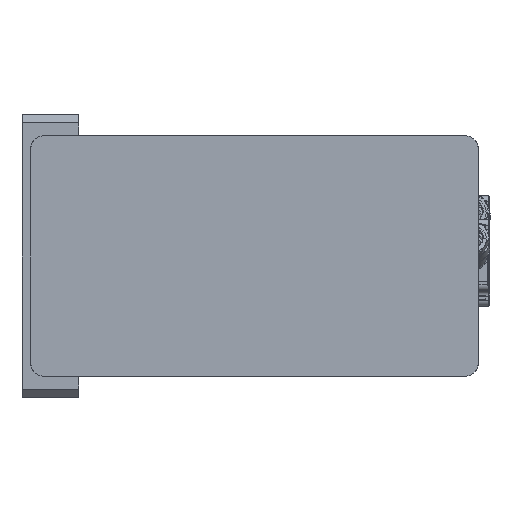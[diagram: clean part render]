
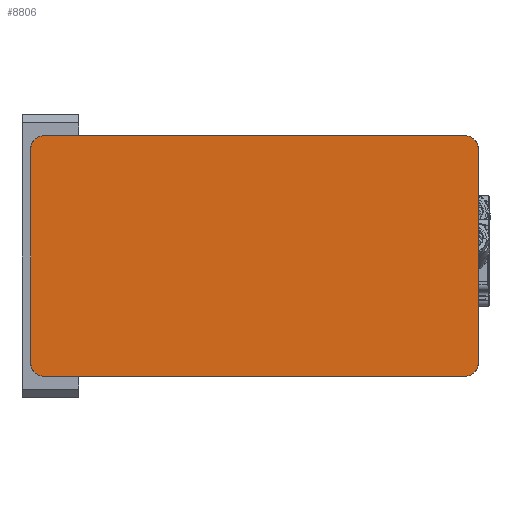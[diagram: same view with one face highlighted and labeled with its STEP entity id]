
A CAD part, front view. The second image highlights one B-rep face of the part: STEP entity #8806.
In plain terms, the highlighted face is planar.
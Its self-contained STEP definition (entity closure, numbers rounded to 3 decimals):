
#235 = DIRECTION ( 'NONE',  ( -1., 0., 0. ) ) ;
#404 = ORIENTED_EDGE ( 'NONE', *, *, #41209, .T. ) ;
#1482 = EDGE_CURVE ( 'NONE', #33267, #35923, #73645, .T. ) ;
#2304 = ORIENTED_EDGE ( 'NONE', *, *, #1482, .T. ) ;
#2560 = EDGE_CURVE ( 'NONE', #47619, #47286, #29585, .T. ) ;
#3041 = VERTEX_POINT ( 'NONE', #33570 ) ;
#4306 = CIRCLE ( 'NONE', #27154, 5. ) ;
#4390 = ORIENTED_EDGE ( 'NONE', *, *, #2560, .T. ) ;
#4555 = VERTEX_POINT ( 'NONE', #48583 ) ;
#5783 = VERTEX_POINT ( 'NONE', #65444 ) ;
#5852 = DIRECTION ( 'NONE',  ( 0., 0., -1. ) ) ;
#6332 = CARTESIAN_POINT ( 'NONE',  ( 37.5, -40., -83. ) ) ;
#8806 = ADVANCED_FACE ( 'NONE', ( #50797 ), #39870, .T. ) ;
#9745 = LINE ( 'NONE', #67025, #68661 ) ;
#10075 = VERTEX_POINT ( 'NONE', #6332 ) ;
#11866 = CARTESIAN_POINT ( 'NONE',  ( 37.5, -35., -83. ) ) ;
#12333 = LINE ( 'NONE', #23273, #33907 ) ;
#13391 = CARTESIAN_POINT ( 'NONE',  ( 42.5, 118., -83. ) ) ;
#13518 = DIRECTION ( 'NONE',  ( -1., 0., 0. ) ) ;
#13660 = AXIS2_PLACEMENT_3D ( 'NONE', #58018, #42154, #13518 ) ;
#15315 = EDGE_CURVE ( 'NONE', #35923, #4555, #16390, .T. ) ;
#15926 = CARTESIAN_POINT ( 'NONE',  ( 42.5, 113., -83. ) ) ;
#16390 = LINE ( 'NONE', #74033, #52790 ) ;
#17804 = ORIENTED_EDGE ( 'NONE', *, *, #52895, .T. ) ;
#21805 = DIRECTION ( 'NONE',  ( -1., 0., 0. ) ) ;
#22253 = VECTOR ( 'NONE', #24326, 1000. ) ;
#22931 = ORIENTED_EDGE ( 'NONE', *, *, #54752, .T. ) ;
#23273 = CARTESIAN_POINT ( 'NONE',  ( 42.5, -40., -83. ) ) ;
#23508 = ORIENTED_EDGE ( 'NONE', *, *, #15315, .T. ) ;
#24326 = DIRECTION ( 'NONE',  ( 0., -1., 0. ) ) ;
#24611 = ORIENTED_EDGE ( 'NONE', *, *, #36502, .T. ) ;
#27154 = AXIS2_PLACEMENT_3D ( 'NONE', #42308, #36642, #65681 ) ;
#29585 = LINE ( 'NONE', #13391, #22253 ) ;
#31601 = DIRECTION ( 'NONE',  ( 0., 1., 0. ) ) ;
#33267 = VERTEX_POINT ( 'NONE', #53222 ) ;
#33570 = CARTESIAN_POINT ( 'NONE',  ( -37.5, -40., -83. ) ) ;
#33907 = VECTOR ( 'NONE', #63574, 1000. ) ;
#35186 = CARTESIAN_POINT ( 'NONE',  ( 42.5, -35., -83. ) ) ;
#35923 = VERTEX_POINT ( 'NONE', #36598 ) ;
#36502 = EDGE_CURVE ( 'NONE', #5783, #33267, #9745, .T. ) ;
#36598 = CARTESIAN_POINT ( 'NONE',  ( -37.5, 118., -83. ) ) ;
#36642 = DIRECTION ( 'NONE',  ( 0., 0., -1. ) ) ;
#38836 = EDGE_CURVE ( 'NONE', #10075, #3041, #12333, .T. ) ;
#39614 = ORIENTED_EDGE ( 'NONE', *, *, #38836, .T. ) ;
#39870 = PLANE ( 'NONE',  #65050 ) ;
#41209 = EDGE_CURVE ( 'NONE', #4555, #47619, #4306, .T. ) ;
#42154 = DIRECTION ( 'NONE',  ( 0., 0., -1. ) ) ;
#42308 = CARTESIAN_POINT ( 'NONE',  ( 37.5, 113., -83. ) ) ;
#42389 = AXIS2_PLACEMENT_3D ( 'NONE', #63886, #5852, #235 ) ;
#46137 = DIRECTION ( 'NONE',  ( 1., 0., 0. ) ) ;
#46262 = AXIS2_PLACEMENT_3D ( 'NONE', #11866, #52175, #69160 ) ;
#47286 = VERTEX_POINT ( 'NONE', #35186 ) ;
#47619 = VERTEX_POINT ( 'NONE', #15926 ) ;
#48583 = CARTESIAN_POINT ( 'NONE',  ( 37.5, 118., -83. ) ) ;
#48635 = CIRCLE ( 'NONE', #46262, 5. ) ;
#50797 = FACE_OUTER_BOUND ( 'NONE', #73982, .T. ) ;
#51149 = CARTESIAN_POINT ( 'NONE',  ( 0., 0., -83. ) ) ;
#52175 = DIRECTION ( 'NONE',  ( 0., 0., -1. ) ) ;
#52790 = VECTOR ( 'NONE', #46137, 1000. ) ;
#52895 = EDGE_CURVE ( 'NONE', #3041, #5783, #58208, .T. ) ;
#53222 = CARTESIAN_POINT ( 'NONE',  ( -42.5, 113., -83. ) ) ;
#54752 = EDGE_CURVE ( 'NONE', #47286, #10075, #48635, .T. ) ;
#58018 = CARTESIAN_POINT ( 'NONE',  ( -37.5, -35., -83. ) ) ;
#58208 = CIRCLE ( 'NONE', #13660, 5. ) ;
#63574 = DIRECTION ( 'NONE',  ( -1., 0., 0. ) ) ;
#63886 = CARTESIAN_POINT ( 'NONE',  ( -37.5, 113., -83. ) ) ;
#65050 = AXIS2_PLACEMENT_3D ( 'NONE', #51149, #73790, #21805 ) ;
#65444 = CARTESIAN_POINT ( 'NONE',  ( -42.5, -35., -83. ) ) ;
#65681 = DIRECTION ( 'NONE',  ( -1., 0., 0. ) ) ;
#67025 = CARTESIAN_POINT ( 'NONE',  ( -42.5, -40., -83. ) ) ;
#68661 = VECTOR ( 'NONE', #31601, 1000. ) ;
#69160 = DIRECTION ( 'NONE',  ( -1., 0., 0. ) ) ;
#73645 = CIRCLE ( 'NONE', #42389, 5. ) ;
#73790 = DIRECTION ( 'NONE',  ( 0., 0., -1. ) ) ;
#73982 = EDGE_LOOP ( 'NONE', ( #4390, #22931, #39614, #17804, #24611, #2304, #23508, #404 ) ) ;
#74033 = CARTESIAN_POINT ( 'NONE',  ( -42.5, 118., -83. ) ) ;
